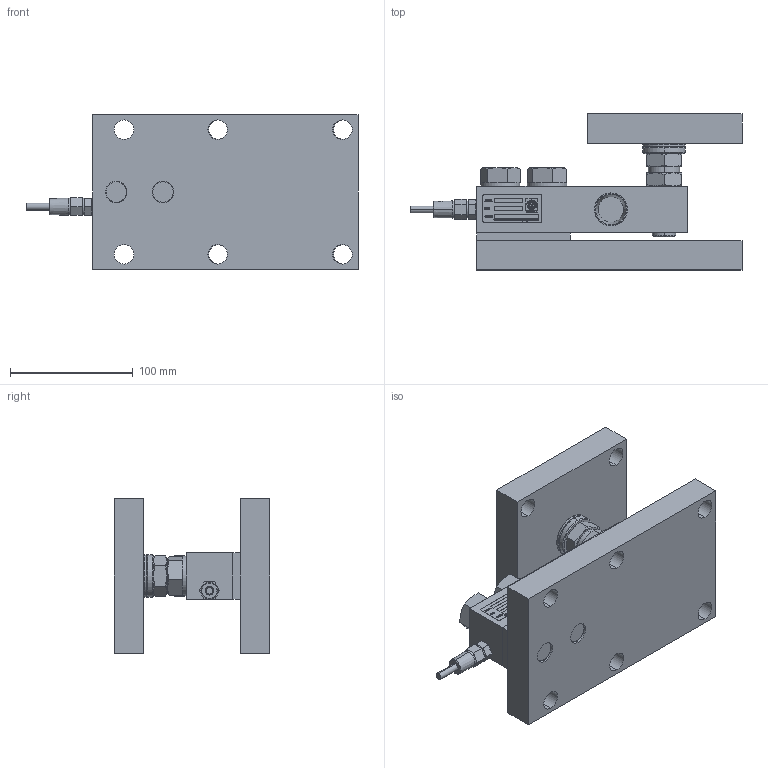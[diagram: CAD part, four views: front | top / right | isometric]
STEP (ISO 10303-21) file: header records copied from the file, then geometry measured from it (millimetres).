
FILE_DESCRIPTION (( 'STEP AP214' ), '1' );
FILE_NAME ('MF4-5K to 10K X1 (STEP).STEP', '2024-02-28T00:37:52', ( '' ), ( '' ), 'SwSTEP 2.0', 'SolidWorks 2021', '' );
FILE_SCHEMA (( 'AUTOMOTIVE_DESIGN' ));
Length unit declared in the file: inch
Products named in the file (1): MF4-5K to 10K X1 (STEP)
Bounding box: 270.36 x 126.97 x 125.48 mm (x, y, z)
Volume: 1275982 mm3; surface area: 215223.9 mm2
Topology: 18 solids, 18 shells, 631 faces, 1992 edges, 1503 vertices
Faces by surface type: cylinder 250, plane 221, cone 137, bspline 15, sphere 4, torus 4
Entity records: 47868 total; most frequent: CARTESIAN_POINT 22711, ORIENTED_EDGE 3984, DIRECTION 2823, EDGE_CURVE 1992, VERTEX_POINT 1503, AXIS2_PLACEMENT_3D 966, LINE 891, VECTOR 891
